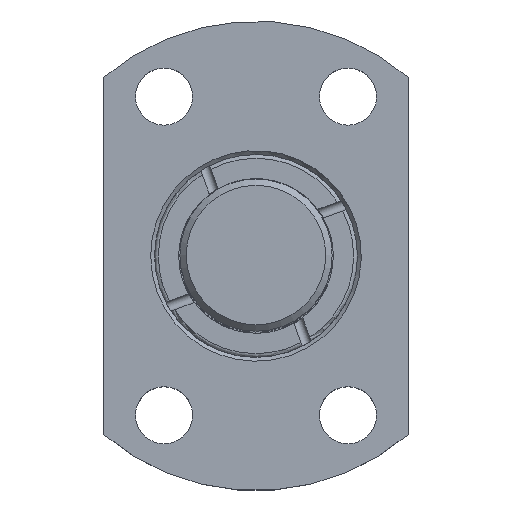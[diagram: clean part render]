
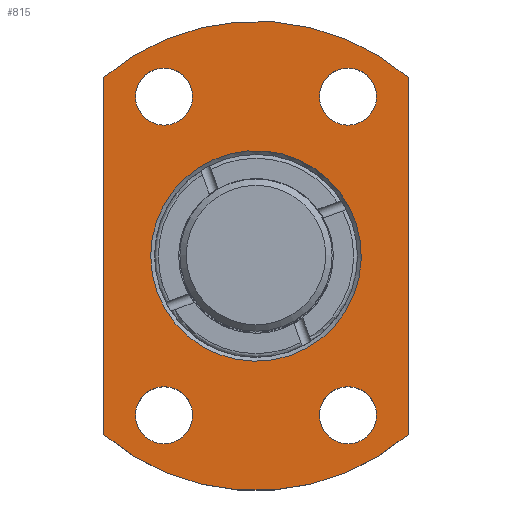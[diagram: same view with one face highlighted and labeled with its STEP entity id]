
A CAD part, top view. The second image highlights one B-rep face of the part: STEP entity #815.
In plain terms, the highlighted planar face has unit normal (0, 0, 1).
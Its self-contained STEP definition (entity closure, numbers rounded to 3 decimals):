
#52=LINE('',#1510,#76);
#53=LINE('',#1511,#77);
#76=VECTOR('',#1123,1000.);
#77=VECTOR('',#1124,1000.);
#89=PLANE('',#921);
#233=ORIENTED_EDGE('',*,*,#440,.T.);
#234=ORIENTED_EDGE('',*,*,#436,.F.);
#235=ORIENTED_EDGE('',*,*,#441,.T.);
#236=ORIENTED_EDGE('',*,*,#432,.F.);
#237=ORIENTED_EDGE('',*,*,#442,.T.);
#238=ORIENTED_EDGE('',*,*,#443,.T.);
#239=ORIENTED_EDGE('',*,*,#444,.T.);
#240=ORIENTED_EDGE('',*,*,#445,.T.);
#241=ORIENTED_EDGE('',*,*,#446,.T.);
#432=EDGE_CURVE('',#516,#517,#574,.T.);
#436=EDGE_CURVE('',#520,#521,#576,.T.);
#440=EDGE_CURVE('',#524,#524,#578,.T.);
#441=EDGE_CURVE('',#520,#517,#52,.T.);
#442=EDGE_CURVE('',#516,#521,#53,.T.);
#443=EDGE_CURVE('',#525,#525,#579,.T.);
#444=EDGE_CURVE('',#526,#526,#580,.T.);
#445=EDGE_CURVE('',#527,#527,#581,.T.);
#446=EDGE_CURVE('',#528,#528,#582,.T.);
#516=VERTEX_POINT('',#1491);
#517=VERTEX_POINT('',#1492);
#520=VERTEX_POINT('',#1500);
#521=VERTEX_POINT('',#1501);
#524=VERTEX_POINT('',#1509);
#525=VERTEX_POINT('',#1513);
#526=VERTEX_POINT('',#1515);
#527=VERTEX_POINT('',#1517);
#528=VERTEX_POINT('',#1519);
#574=CIRCLE('',#916,18.5);
#576=CIRCLE('',#919,18.5);
#578=CIRCLE('',#922,8.3);
#579=CIRCLE('',#923,2.25);
#580=CIRCLE('',#924,2.25);
#581=CIRCLE('',#925,2.25);
#582=CIRCLE('',#926,2.25);
#627=EDGE_LOOP('',(#233));
#628=EDGE_LOOP('',(#234,#235,#236,#237));
#629=EDGE_LOOP('',(#238));
#630=EDGE_LOOP('',(#239));
#631=EDGE_LOOP('',(#240));
#632=EDGE_LOOP('',(#241));
#709=FACE_BOUND('',#627,.T.);
#710=FACE_BOUND('',#628,.T.);
#711=FACE_BOUND('',#629,.T.);
#712=FACE_BOUND('',#630,.T.);
#713=FACE_BOUND('',#631,.T.);
#714=FACE_BOUND('',#632,.T.);
#815=ADVANCED_FACE('',(#709,#710,#711,#712,#713,#714),#89,.T.);
#916=AXIS2_PLACEMENT_3D('',#1490,#1105,#1106);
#919=AXIS2_PLACEMENT_3D('',#1499,#1113,#1114);
#921=AXIS2_PLACEMENT_3D('',#1507,#1119,#1120);
#922=AXIS2_PLACEMENT_3D('',#1508,#1121,#1122);
#923=AXIS2_PLACEMENT_3D('',#1512,#1125,#1126);
#924=AXIS2_PLACEMENT_3D('',#1514,#1127,#1128);
#925=AXIS2_PLACEMENT_3D('',#1516,#1129,#1130);
#926=AXIS2_PLACEMENT_3D('',#1518,#1131,#1132);
#1105=DIRECTION('',(0.,0.,-1.));
#1106=DIRECTION('',(-1.,0.,0.));
#1113=DIRECTION('',(0.,0.,-1.));
#1114=DIRECTION('',(-1.,0.,0.));
#1119=DIRECTION('',(0.,0.,1.));
#1120=DIRECTION('',(1.,0.,0.));
#1121=DIRECTION('',(0.,0.,-1.));
#1122=DIRECTION('',(-1.,0.,0.));
#1123=DIRECTION('',(0.,-1.,0.));
#1124=DIRECTION('',(0.,1.,0.));
#1125=DIRECTION('',(0.,0.,-1.));
#1126=DIRECTION('',(-1.,0.,0.));
#1127=DIRECTION('',(0.,0.,-1.));
#1128=DIRECTION('',(-1.,0.,0.));
#1129=DIRECTION('',(0.,0.,-1.));
#1130=DIRECTION('',(-1.,0.,0.));
#1131=DIRECTION('',(0.,0.,-1.));
#1132=DIRECTION('',(-1.,0.,0.));
#1490=CARTESIAN_POINT('',(0.,0.,24.));
#1491=CARTESIAN_POINT('',(12.,-14.08,24.));
#1492=CARTESIAN_POINT('',(-12.,-14.08,24.));
#1499=CARTESIAN_POINT('',(0.,0.,24.));
#1500=CARTESIAN_POINT('',(-12.,14.08,24.));
#1501=CARTESIAN_POINT('',(12.,14.08,24.));
#1507=CARTESIAN_POINT('',(0.,18.5,24.));
#1508=CARTESIAN_POINT('',(0.,0.,24.));
#1509=CARTESIAN_POINT('',(-8.3,0.,24.));
#1510=CARTESIAN_POINT('',(-12.,23.5,24.));
#1511=CARTESIAN_POINT('',(12.,-23.5,24.));
#1512=CARTESIAN_POINT('',(-7.25,12.557,24.));
#1513=CARTESIAN_POINT('',(-9.5,12.557,24.));
#1514=CARTESIAN_POINT('',(7.25,-12.557,24.));
#1515=CARTESIAN_POINT('',(5.,-12.557,24.));
#1516=CARTESIAN_POINT('',(-7.25,-12.557,24.));
#1517=CARTESIAN_POINT('',(-9.5,-12.557,24.));
#1518=CARTESIAN_POINT('',(7.25,12.557,24.));
#1519=CARTESIAN_POINT('',(5.,12.557,24.));
